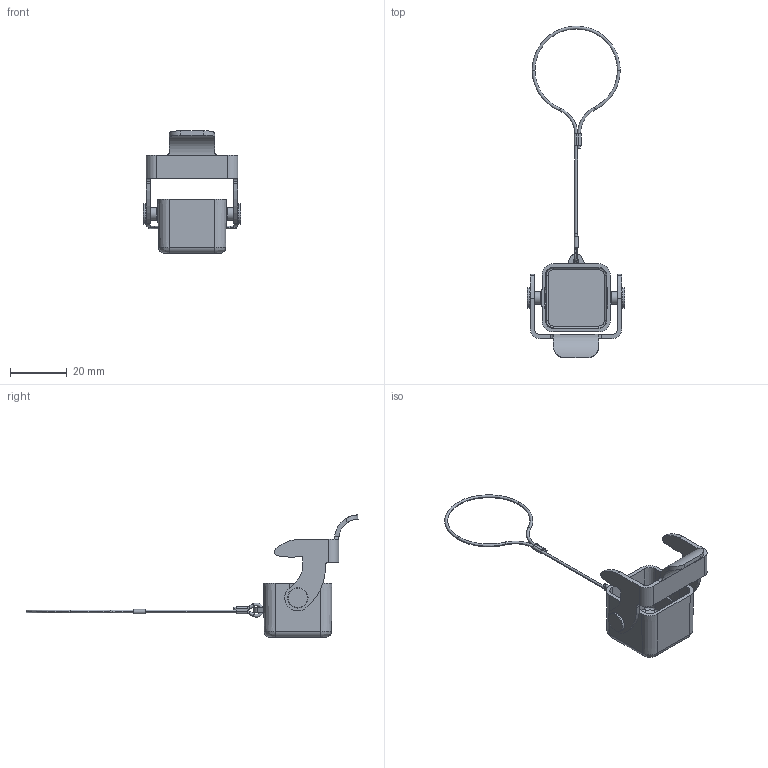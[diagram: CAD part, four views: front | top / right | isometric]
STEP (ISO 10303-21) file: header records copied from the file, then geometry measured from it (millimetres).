
FILE_DESCRIPTION(/* description */ (''),/* implementation_level */ '2;1');
FILE_NAME(/* name */ 'H3A-MCV-1L-1M.stp',/* time_stamp */ '2022-10-20T18:02:41+08:00',/* author */ (''),/* organization */ (''),/* preprocessor_version */ 'ST-DEVELOPER v16',/* originating_system */ 'SIEMENS PLM Software NX 10.0',/* authorisation */ '');
FILE_SCHEMA (('AP203_CONFIGURATION_CONTROLLED_3D_DESIGN_OF_MECHANICAL_PARTS_AND_ASSEMBLIES_MIM_LF { 1 0 10303 403 2 1 2}'));
Length unit declared in the file: millimetre
Products named in the file (1): Admi62B47F301pnp
Bounding box: 34.3 x 116.83 x 42.99 mm (x, y, z)
Volume: 4335.6 mm3; surface area: 7313.2 mm2
Topology: 1 solids, 1 shells, 177 faces, 434 edges, 275 vertices
Faces by surface type: plane 70, cylinder 63, torus 22, cone 12, bspline 10
Full cylindrical faces by diameter (mm): 1.8 x1, 2.3 x2, 3 x2, 3.05 x2, 4.4 x2, 5 x2, 7.2 x2
Entity records: 5792 total; most frequent: CARTESIAN_POINT 1584, DIRECTION 885, ORIENTED_EDGE 814, EDGE_CURVE 407, AXIS2_PLACEMENT_3D 343, VERTEX_POINT 269, EDGE_LOOP 220, LINE 199
